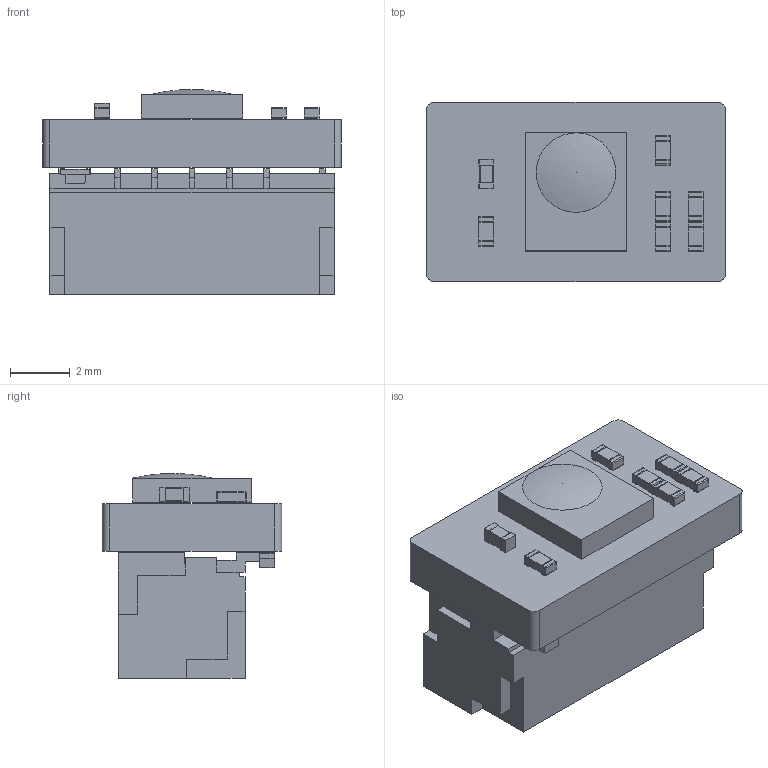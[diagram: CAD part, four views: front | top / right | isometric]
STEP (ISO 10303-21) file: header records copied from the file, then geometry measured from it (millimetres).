
FILE_DESCRIPTION(('KiCad electronic assembly'),'2;1');
FILE_NAME('encoder-optical-aedr8600.step','2021-11-07T01:51:16',( 'Pcbnew'),('Kicad'),'Open CASCADE STEP processor 7.5', 'KiCad to STEP converter','Unknown');
FILE_SCHEMA(('AUTOMOTIVE_DESIGN { 1 0 10303 214 1 1 1 1 }'));
Length unit declared in the file: millimetre
Products named in the file (12): encoder-optical-aedr8600 1; R_0402_1005Metric; SOLID; AEDR-8600; COMPOUND; C_0402_1005Metric; JST_GH_BM05B-GHS-TBT_1x05-1MP_P1.25mm_Vertical; LED_0402_1005Metric; encoder-optical-aedr8600 PCB
Assembly tree (16 placements, depth 3):
  encoder-optical-aedr8600 1
    R_0402_1005Metric  x6
      SOLID
    AEDR-8600
      COMPOUND
    C_0402_1005Metric
      SOLID
    JST_GH_BM05B-GHS-TBT_1x05-1MP_P1.25mm_Vertical
      SOLID
    LED_0402_1005Metric
      SOLID
    encoder-optical-aedr8600 PCB
Bounding box: 10 x 6 x 6.86 mm (x, y, z)
Volume: 208.9 mm3; surface area: 548.5 mm2
Topology: 11 solids, 11 shells, 475 faces, 1282 edges, 840 vertices
Faces by surface type: bspline 465, plane 6, cylinder 4
Entity records: 22882 total; most frequent: CARTESIAN_POINT 7876, B_SPLINE_CURVE_WITH_KNOTS 2636, ORIENTED_EDGE 1882, PCURVE 1882, DEFINITIONAL_REPRESENTATION 1882, EDGE_CURVE 941, SURFACE_CURVE 940, VERTEX_POINT 620
